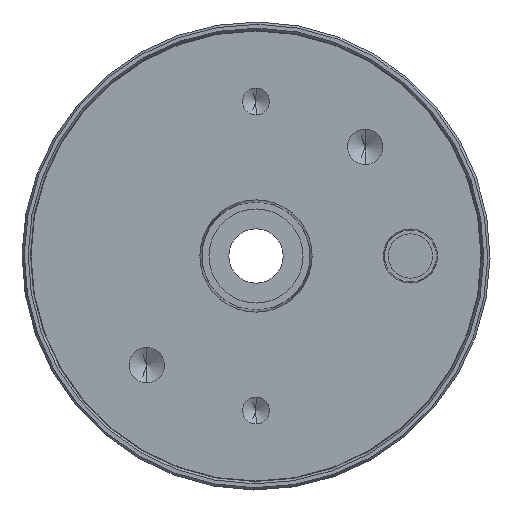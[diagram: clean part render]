
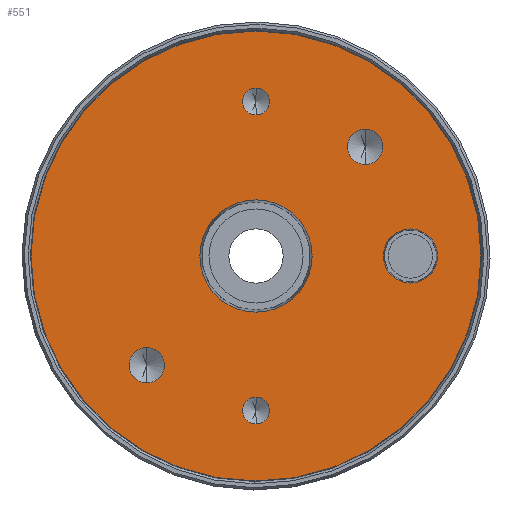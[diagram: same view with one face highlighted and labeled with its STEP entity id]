
A CAD part, front view. The second image highlights one B-rep face of the part: STEP entity #551.
In plain terms, the highlighted planar face has unit normal (0, -1, 0).
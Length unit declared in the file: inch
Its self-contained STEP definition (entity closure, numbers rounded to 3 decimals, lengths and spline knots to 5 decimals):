
#20 = FACE_BOUND ( 'NONE', #2126, .T. ) ;
#28 = CARTESIAN_POINT ( 'NONE',  ( 0., 0., 0. ) ) ;
#51 = CARTESIAN_POINT ( 'NONE',  ( 1.155, 0., 0. ) ) ;
#65 = ORIENTED_EDGE ( 'NONE', *, *, #2637, .F. ) ;
#69 = AXIS2_PLACEMENT_3D ( 'NONE', #2700, #3456, #537 ) ;
#70 = EDGE_CURVE ( 'NONE', #851, #1155, #2994, .T. ) ;
#95 = DIRECTION ( 'NONE',  ( 0., -1., 0. ) ) ;
#96 = ORIENTED_EDGE ( 'NONE', *, *, #1592, .F. ) ;
#100 = CARTESIAN_POINT ( 'NONE',  ( 0.81671, 0., 0.68389 ) ) ;
#126 = ORIENTED_EDGE ( 'NONE', *, *, #1881, .F. ) ;
#148 = CARTESIAN_POINT ( 'NONE',  ( 0., 0., 1.155 ) ) ;
#192 = CARTESIAN_POINT ( 'NONE',  ( 0., 0., -1.155 ) ) ;
#227 = CIRCLE ( 'NONE', #732, 0.1005 ) ;
#229 = DIRECTION ( 'NONE',  ( 0., 0., -1. ) ) ;
#267 = EDGE_CURVE ( 'NONE', #538, #739, #3401, .T. ) ;
#292 = CIRCLE ( 'NONE', #3037, 0.2025 ) ;
#305 = CARTESIAN_POINT ( 'NONE',  ( -0.81671, 0., -0.81671 ) ) ;
#357 = EDGE_CURVE ( 'NONE', #3385, #1764, #1925, .T. ) ;
#399 = CARTESIAN_POINT ( 'NONE',  ( 0.81671, 0., 0.81671 ) ) ;
#405 = CARTESIAN_POINT ( 'NONE',  ( 0., 0., 1.0545 ) ) ;
#427 = CIRCLE ( 'NONE', #2890, 0.42 ) ;
#434 = VERTEX_POINT ( 'NONE', #923 ) ;
#460 = AXIS2_PLACEMENT_3D ( 'NONE', #1946, #3033, #1107 ) ;
#484 = CARTESIAN_POINT ( 'NONE',  ( 0., 0., -1.155 ) ) ;
#512 = CIRCLE ( 'NONE', #69, 0.42 ) ;
#537 = DIRECTION ( 'NONE',  ( 0., 0., -1. ) ) ;
#538 = VERTEX_POINT ( 'NONE', #1605 ) ;
#542 = FACE_BOUND ( 'NONE', #1930, .T. ) ;
#551 = ADVANCED_FACE ( 'NONE', ( #3270, #1649, #542, #2729, #20, #1887, #1624 ), #1203, .F. ) ;
#552 = CARTESIAN_POINT ( 'NONE',  ( 0., 0., -0.42 ) ) ;
#555 = DIRECTION ( 'NONE',  ( 0., 1., 0. ) ) ;
#617 = EDGE_CURVE ( 'NONE', #739, #538, #2733, .T. ) ;
#633 = DIRECTION ( 'NONE',  ( 0., 0., -1. ) ) ;
#681 = DIRECTION ( 'NONE',  ( 0., -1., 0. ) ) ;
#683 = DIRECTION ( 'NONE',  ( 0., -1., 0. ) ) ;
#717 = EDGE_CURVE ( 'NONE', #3462, #2572, #427, .T. ) ;
#732 = AXIS2_PLACEMENT_3D ( 'NONE', #2639, #1051, #2604 ) ;
#739 = VERTEX_POINT ( 'NONE', #930 ) ;
#788 = VERTEX_POINT ( 'NONE', #3308 ) ;
#813 = DIRECTION ( 'NONE',  ( 0., 0., -1. ) ) ;
#817 = EDGE_CURVE ( 'NONE', #3228, #2702, #1154, .T. ) ;
#846 = DIRECTION ( 'NONE',  ( 0., -1., 0. ) ) ;
#851 = VERTEX_POINT ( 'NONE', #3126 ) ;
#884 = AXIS2_PLACEMENT_3D ( 'NONE', #484, #2557, #229 ) ;
#895 = CARTESIAN_POINT ( 'NONE',  ( 0.81671, 0., 0.94952 ) ) ;
#923 = CARTESIAN_POINT ( 'NONE',  ( 1.155, 0., 0.2025 ) ) ;
#930 = CARTESIAN_POINT ( 'NONE',  ( 0., 0., -1.2555 ) ) ;
#1051 = DIRECTION ( 'NONE',  ( 0., -1., 0. ) ) ;
#1081 = DIRECTION ( 'NONE',  ( 0., -1., 0. ) ) ;
#1084 = EDGE_LOOP ( 'NONE', ( #1327, #96 ) ) ;
#1104 = EDGE_CURVE ( 'NONE', #2702, #3228, #2535, .T. ) ;
#1107 = DIRECTION ( 'NONE',  ( 0., 0., -1. ) ) ;
#1154 = CIRCLE ( 'NONE', #2324, 0.13281 ) ;
#1155 = VERTEX_POINT ( 'NONE', #1178 ) ;
#1178 = CARTESIAN_POINT ( 'NONE',  ( 0., 0., 1.6825 ) ) ;
#1203 = PLANE ( 'NONE',  #1548 ) ;
#1204 = AXIS2_PLACEMENT_3D ( 'NONE', #2403, #1081, #2147 ) ;
#1244 = AXIS2_PLACEMENT_3D ( 'NONE', #2830, #683, #2555 ) ;
#1252 = DIRECTION ( 'NONE',  ( 0., 0., -1. ) ) ;
#1327 = ORIENTED_EDGE ( 'NONE', *, *, #357, .F. ) ;
#1372 = ORIENTED_EDGE ( 'NONE', *, *, #2735, .T. ) ;
#1424 = CARTESIAN_POINT ( 'NONE',  ( 0.81671, 0., 0.81671 ) ) ;
#1451 = AXIS2_PLACEMENT_3D ( 'NONE', #305, #2724, #2306 ) ;
#1486 = EDGE_LOOP ( 'NONE', ( #2004, #1372 ) ) ;
#1537 = CARTESIAN_POINT ( 'NONE',  ( 0., 0., 0.42 ) ) ;
#1548 = AXIS2_PLACEMENT_3D ( 'NONE', #3236, #555, #1918 ) ;
#1554 = CARTESIAN_POINT ( 'NONE',  ( -0.81671, 0., -0.68389 ) ) ;
#1592 = EDGE_CURVE ( 'NONE', #1764, #3385, #1788, .T. ) ;
#1605 = CARTESIAN_POINT ( 'NONE',  ( 0., 0., -1.0545 ) ) ;
#1624 = FACE_OUTER_BOUND ( 'NONE', #1486, .T. ) ;
#1649 = FACE_BOUND ( 'NONE', #1084, .T. ) ;
#1658 = VERTEX_POINT ( 'NONE', #2846 ) ;
#1660 = DIRECTION ( 'NONE',  ( 0., 0., -1. ) ) ;
#1746 = DIRECTION ( 'NONE',  ( 0., -1., 0. ) ) ;
#1757 = ORIENTED_EDGE ( 'NONE', *, *, #267, .F. ) ;
#1764 = VERTEX_POINT ( 'NONE', #1554 ) ;
#1788 = CIRCLE ( 'NONE', #1451, 0.13281 ) ;
#1797 = EDGE_CURVE ( 'NONE', #788, #434, #292, .T. ) ;
#1881 = EDGE_CURVE ( 'NONE', #2556, #1658, #227, .T. ) ;
#1887 = FACE_BOUND ( 'NONE', #3306, .T. ) ;
#1895 = DIRECTION ( 'NONE',  ( 0., -1., 0. ) ) ;
#1911 = DIRECTION ( 'NONE',  ( 0., 0., -1. ) ) ;
#1918 = DIRECTION ( 'NONE',  ( 0., 0., 1. ) ) ;
#1925 = CIRCLE ( 'NONE', #1204, 0.13281 ) ;
#1930 = EDGE_LOOP ( 'NONE', ( #126, #2034 ) ) ;
#1946 = CARTESIAN_POINT ( 'NONE',  ( 0., 0., 0. ) ) ;
#1959 = CIRCLE ( 'NONE', #460, 1.6825 ) ;
#1984 = CARTESIAN_POINT ( 'NONE',  ( 0., 0., 0. ) ) ;
#2004 = ORIENTED_EDGE ( 'NONE', *, *, #70, .T. ) ;
#2034 = ORIENTED_EDGE ( 'NONE', *, *, #3326, .F. ) ;
#2126 = EDGE_LOOP ( 'NONE', ( #2267, #3287 ) ) ;
#2147 = DIRECTION ( 'NONE',  ( 0., 0., -1. ) ) ;
#2199 = DIRECTION ( 'NONE',  ( 0., -1., 0. ) ) ;
#2267 = ORIENTED_EDGE ( 'NONE', *, *, #1797, .F. ) ;
#2283 = CIRCLE ( 'NONE', #2961, 0.1005 ) ;
#2306 = DIRECTION ( 'NONE',  ( 0., 0., -1. ) ) ;
#2313 = CARTESIAN_POINT ( 'NONE',  ( -0.81671, 0., -0.94952 ) ) ;
#2324 = AXIS2_PLACEMENT_3D ( 'NONE', #399, #2991, #3013 ) ;
#2403 = CARTESIAN_POINT ( 'NONE',  ( -0.81671, 0., -0.81671 ) ) ;
#2420 = AXIS2_PLACEMENT_3D ( 'NONE', #1424, #95, #1911 ) ;
#2430 = ORIENTED_EDGE ( 'NONE', *, *, #1104, .F. ) ;
#2485 = AXIS2_PLACEMENT_3D ( 'NONE', #192, #681, #1252 ) ;
#2489 = ORIENTED_EDGE ( 'NONE', *, *, #817, .F. ) ;
#2535 = CIRCLE ( 'NONE', #2420, 0.13281 ) ;
#2555 = DIRECTION ( 'NONE',  ( 0., 0., -1. ) ) ;
#2556 = VERTEX_POINT ( 'NONE', #405 ) ;
#2557 = DIRECTION ( 'NONE',  ( 0., -1., 0. ) ) ;
#2572 = VERTEX_POINT ( 'NONE', #1537 ) ;
#2602 = AXIS2_PLACEMENT_3D ( 'NONE', #28, #846, #813 ) ;
#2604 = DIRECTION ( 'NONE',  ( 0., 0., -1. ) ) ;
#2637 = EDGE_CURVE ( 'NONE', #2572, #3462, #512, .T. ) ;
#2639 = CARTESIAN_POINT ( 'NONE',  ( 0., 0., 1.155 ) ) ;
#2700 = CARTESIAN_POINT ( 'NONE',  ( 0., 0., 0. ) ) ;
#2702 = VERTEX_POINT ( 'NONE', #100 ) ;
#2724 = DIRECTION ( 'NONE',  ( 0., -1., 0. ) ) ;
#2729 = FACE_BOUND ( 'NONE', #3160, .T. ) ;
#2733 = CIRCLE ( 'NONE', #884, 0.1005 ) ;
#2735 = EDGE_CURVE ( 'NONE', #1155, #851, #1959, .T. ) ;
#2765 = CIRCLE ( 'NONE', #1244, 0.2025 ) ;
#2805 = DIRECTION ( 'NONE',  ( 0., 0., -1. ) ) ;
#2830 = CARTESIAN_POINT ( 'NONE',  ( 1.155, 0., 0. ) ) ;
#2842 = EDGE_CURVE ( 'NONE', #434, #788, #2765, .T. ) ;
#2846 = CARTESIAN_POINT ( 'NONE',  ( 0., 0., 1.2555 ) ) ;
#2890 = AXIS2_PLACEMENT_3D ( 'NONE', #1984, #2199, #2805 ) ;
#2944 = EDGE_LOOP ( 'NONE', ( #2430, #2489 ) ) ;
#2961 = AXIS2_PLACEMENT_3D ( 'NONE', #148, #1746, #633 ) ;
#2991 = DIRECTION ( 'NONE',  ( 0., -1., 0. ) ) ;
#2994 = CIRCLE ( 'NONE', #2602, 1.6825 ) ;
#3013 = DIRECTION ( 'NONE',  ( 0., 0., -1. ) ) ;
#3033 = DIRECTION ( 'NONE',  ( 0., -1., 0. ) ) ;
#3037 = AXIS2_PLACEMENT_3D ( 'NONE', #51, #1895, #1660 ) ;
#3126 = CARTESIAN_POINT ( 'NONE',  ( 0., 0., -1.6825 ) ) ;
#3160 = EDGE_LOOP ( 'NONE', ( #3184, #1757 ) ) ;
#3184 = ORIENTED_EDGE ( 'NONE', *, *, #617, .F. ) ;
#3228 = VERTEX_POINT ( 'NONE', #895 ) ;
#3236 = CARTESIAN_POINT ( 'NONE',  ( 0., 0., 0. ) ) ;
#3270 = FACE_BOUND ( 'NONE', #2944, .T. ) ;
#3287 = ORIENTED_EDGE ( 'NONE', *, *, #2842, .F. ) ;
#3306 = EDGE_LOOP ( 'NONE', ( #3375, #65 ) ) ;
#3308 = CARTESIAN_POINT ( 'NONE',  ( 1.155, 0., -0.2025 ) ) ;
#3326 = EDGE_CURVE ( 'NONE', #1658, #2556, #2283, .T. ) ;
#3375 = ORIENTED_EDGE ( 'NONE', *, *, #717, .F. ) ;
#3385 = VERTEX_POINT ( 'NONE', #2313 ) ;
#3401 = CIRCLE ( 'NONE', #2485, 0.1005 ) ;
#3456 = DIRECTION ( 'NONE',  ( 0., -1., 0. ) ) ;
#3462 = VERTEX_POINT ( 'NONE', #552 ) ;
